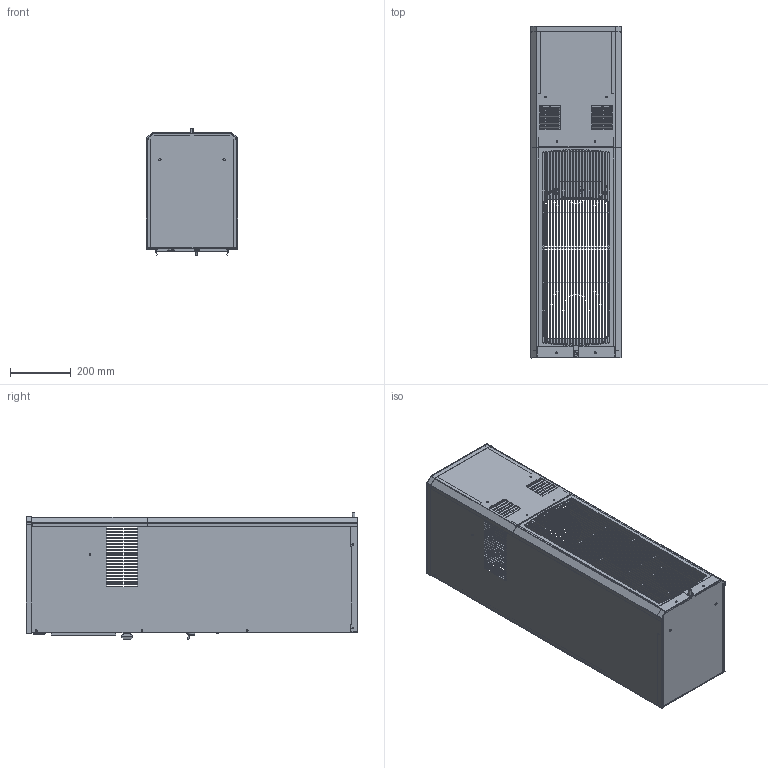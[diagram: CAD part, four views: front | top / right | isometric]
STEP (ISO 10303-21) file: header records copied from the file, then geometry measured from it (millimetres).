
FILE_DESCRIPTION((''),'2;1');
FILE_NAME('STEP-KNA4C11SP43L.stp', '2015-10-12T11:46:49',('User'),('SDRC'),'I-DEAS Master Series','UNIX','Yes');
FILE_SCHEMA(('CONFIG_CONTROL_DESIGN', 'GEOMETRIC_VALIDATION_PROPERTIES_MIM','SHAPE_APPEARANCE_LAYER_MIM'));
Length unit declared in the file: inch
Bounding box: 299.44 x 1090.7 x 420.44 mm (x, y, z)
Volume: 1854433.6 mm3; surface area: 3541610.7 mm2
Topology: 33 solids, 33 shells, 3360 faces, 9390 edges, 6167 vertices
Faces by surface type: bspline 3360
Entity records: 111729 total; most frequent: CARTESIAN_POINT 46062, ORIENTED_EDGE 18770, EDGE_CURVE 9385, OVER_RIDING_STYLED_ITEM 8981, VERTEX_POINT 6167, QUASI_UNIFORM_CURVE 6022, EDGE_LOOP 4180, FACE_OUTER_BOUND 3360
